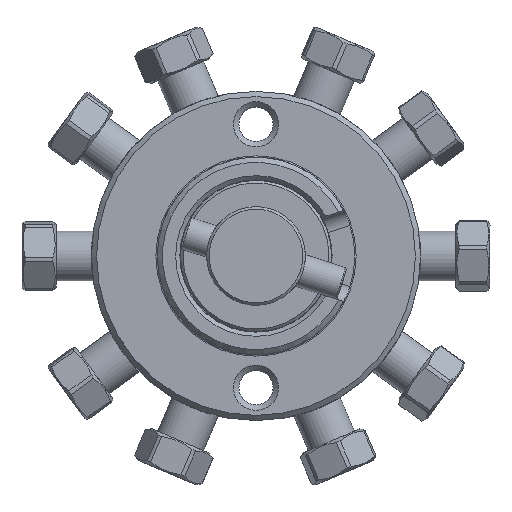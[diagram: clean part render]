
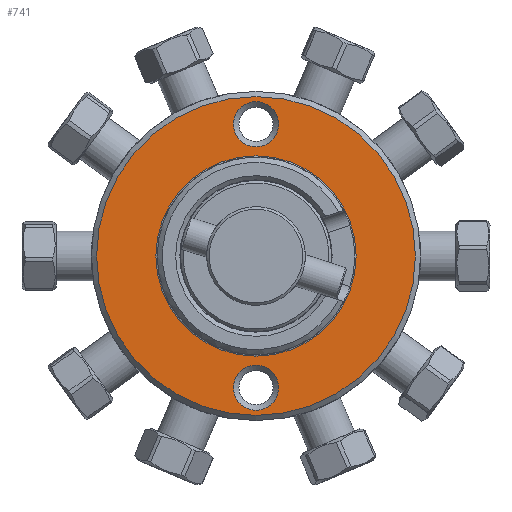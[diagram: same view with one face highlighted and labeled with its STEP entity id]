
A CAD part, left-side view. The second image highlights one B-rep face of the part: STEP entity #741.
In plain terms, the highlighted planar face has unit normal (-1, 0, 0).
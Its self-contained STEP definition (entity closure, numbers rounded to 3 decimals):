
#692=CARTESIAN_POINT('',(6.35,12.7,0.0));
#693=DIRECTION('',(-1.0,0.0,0.0));
#694=DIRECTION('',(0.0,0.0,1.0));
#695=AXIS2_PLACEMENT_3D('',#692,#693,#694);
#696=PLANE('',#695);
#697=CARTESIAN_POINT('',(6.35,15.375,0.));
#698=VERTEX_POINT('',#697);
#699=CARTESIAN_POINT('',(6.35,0.,0.0));
#700=DIRECTION('',(1.0,0.0,0.0));
#701=DIRECTION('',(0.0,-1.0,0.0));
#702=AXIS2_PLACEMENT_3D('',#699,#700,#701);
#703=CIRCLE('',#702,15.375);
#704=EDGE_CURVE('',#698,#698,#703,.T.);
#705=ORIENTED_EDGE('',*,*,#704,.F.);
#706=EDGE_LOOP('',(#705));
#707=FACE_OUTER_BOUND('',#706,.T.);
#708=CARTESIAN_POINT('',(6.35,9.655,0.));
#709=VERTEX_POINT('',#708);
#710=CARTESIAN_POINT('',(6.35,0.,0.0));
#711=DIRECTION('',(-1.0,0.0,0.0));
#712=DIRECTION('',(0.0,-1.0,0.0));
#713=AXIS2_PLACEMENT_3D('',#710,#711,#712);
#714=CIRCLE('',#713,9.655);
#715=EDGE_CURVE('',#709,#709,#714,.T.);
#716=ORIENTED_EDGE('',*,*,#715,.F.);
#717=EDGE_LOOP('',(#716));
#718=FACE_BOUND('',#717,.T.);
#719=CARTESIAN_POINT('',(6.35,0.,-10.515));
#720=VERTEX_POINT('',#719);
#721=CARTESIAN_POINT('',(6.35,0.,-12.7));
#722=DIRECTION('',(1.0,0.0,0.0));
#723=DIRECTION('',(0.0,0.0,1.0));
#724=AXIS2_PLACEMENT_3D('',#721,#722,#723);
#725=CIRCLE('',#724,2.185);
#726=EDGE_CURVE('',#720,#720,#725,.T.);
#727=ORIENTED_EDGE('',*,*,#726,.T.);
#728=EDGE_LOOP('',(#727));
#729=FACE_BOUND('',#728,.T.);
#730=CARTESIAN_POINT('',(6.35,0.,14.885));
#731=VERTEX_POINT('',#730);
#732=CARTESIAN_POINT('',(6.35,0.,12.7));
#733=DIRECTION('',(1.0,0.0,0.0));
#734=DIRECTION('',(0.0,0.0,1.0));
#735=AXIS2_PLACEMENT_3D('',#732,#733,#734);
#736=CIRCLE('',#735,2.185);
#737=EDGE_CURVE('',#731,#731,#736,.T.);
#738=ORIENTED_EDGE('',*,*,#737,.T.);
#739=EDGE_LOOP('',(#738));
#740=FACE_BOUND('',#739,.T.);
#741=ADVANCED_FACE('',(#707,#718,#729,#740),#696,.T.);
